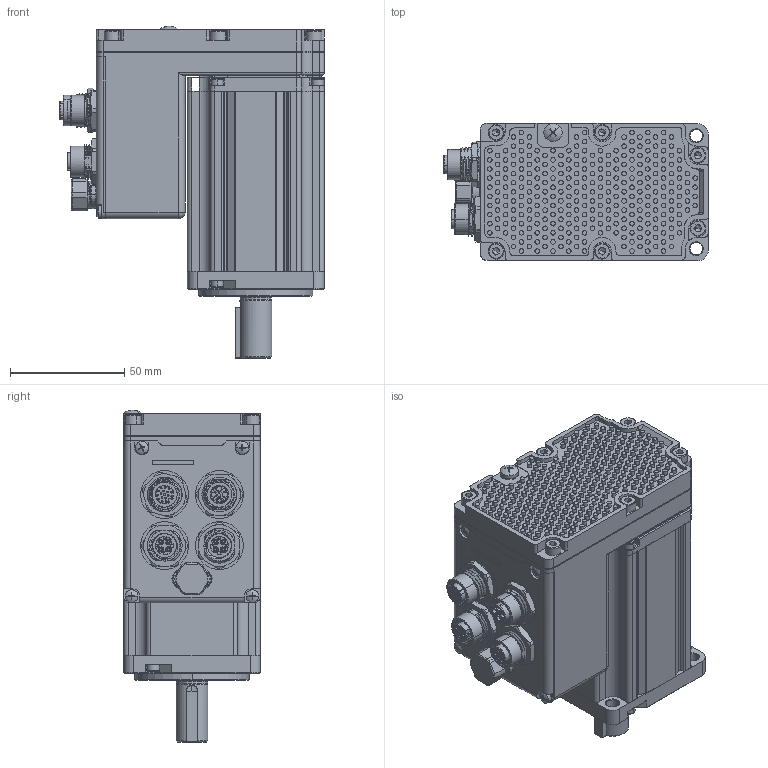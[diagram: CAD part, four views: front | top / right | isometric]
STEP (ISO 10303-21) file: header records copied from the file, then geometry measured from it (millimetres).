
FILE_DESCRIPTION (( 'STEP AP203' ), '1' );
FILE_NAME ('MDX+60-400W 棠晤 IP65 EC.STEP', '2022-12-09T03:18:29', ( '' ), ( '' ), 'SwSTEP 2.0', 'SolidWorks 2015', '' );
FILE_SCHEMA (( 'CONFIG_CONTROL_DESIGN' ));
Products named in the file (1): MDX+60-400W 棠晤 IP65 EC
Bounding box: 116.05 x 60.1 x 145.59 mm (x, y, z)
Surface area: 77177.8 mm2 (no closed solid volume)
Topology: 0 solids, 53 shells, 2273 faces, 6114 edges, 4116 vertices
Faces by surface type: cylinder 1139, plane 777, cone 136, bspline 126, torus 82, sphere 13
Entity records: 95715 total; most frequent: CARTESIAN_POINT 39070, DIRECTION 12366, ORIENTED_EDGE 10744, EDGE_CURVE 6081, AXIS2_PLACEMENT_3D 4879, VERTEX_POINT 4116, EDGE_LOOP 2731, CIRCLE 2731
